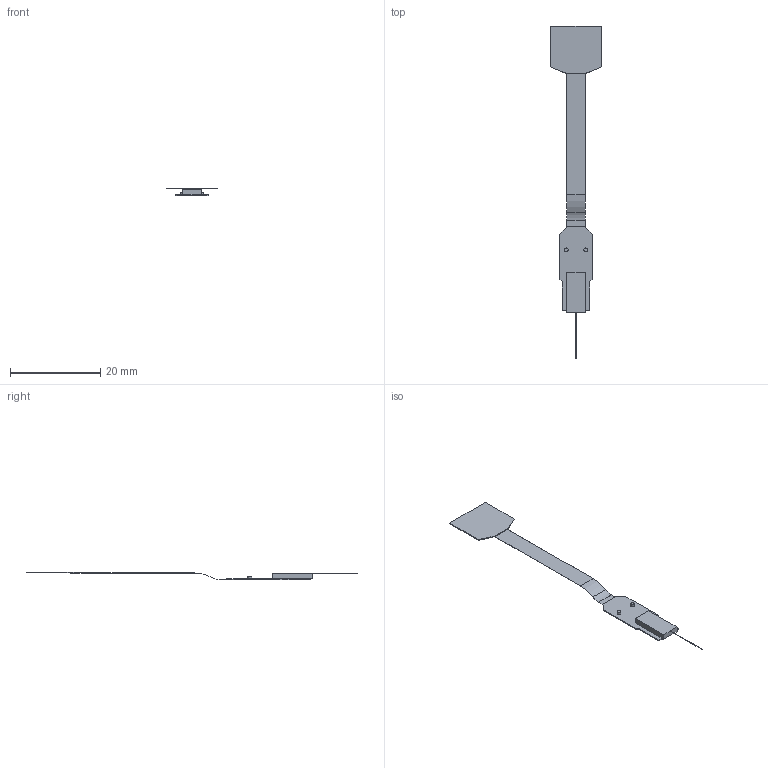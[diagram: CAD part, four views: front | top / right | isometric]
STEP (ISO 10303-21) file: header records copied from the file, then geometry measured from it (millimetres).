
FILE_DESCRIPTION(/* description */ ('NEUROPIXELS 3A ENGINEERING PROTOTYPE PROBE '),/* implementation_level */ '2;1');
FILE_NAME(/* name */ 'Neuropixels 1-3A Probe.stp',/* time_stamp */ '2025-04-16T11:35:46-04:00',/* author */ ('arnoldj'),/* organization */ (''),/* preprocessor_version */ 'ST-DEVELOPER v19.2',/* originating_system */ 'Autodesk Inventor 2023',/* authorisation */ '');
FILE_SCHEMA (('AUTOMOTIVE_DESIGN { 1 0 10303 214 3 1 1 }'));
Length unit declared in the file: inch
Products named in the file (1): Neuropixels 1-3A Probe
Bounding box: 11.23 x 73.55 x 1.75 mm (x, y, z)
Volume: 97.2 mm3; surface area: 807.4 mm2
Topology: 2 solids, 2 shells, 46 faces, 122 edges, 88 vertices
Faces by surface type: plane 40, cylinder 6
Full cylindrical faces by diameter (mm): 0.838 x2
Entity records: 1491 total; most frequent: CARTESIAN_POINT 253, ORIENTED_EDGE 236, DIRECTION 224, EDGE_CURVE 118, LINE 106, VECTOR 106, VERTEX_POINT 78, AXIS2_PLACEMENT_3D 59
